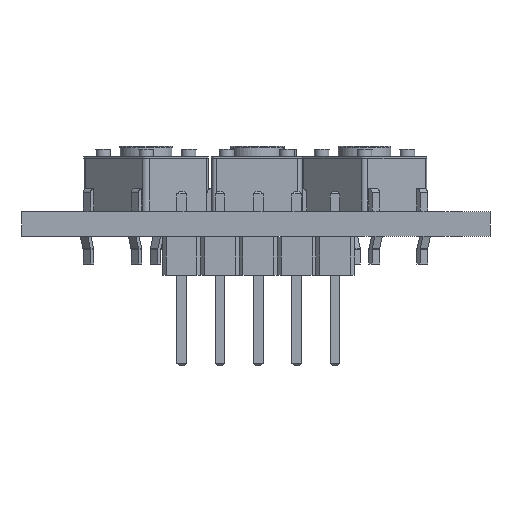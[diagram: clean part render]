
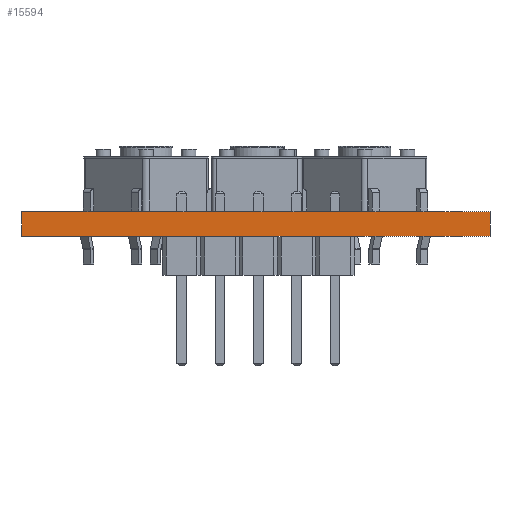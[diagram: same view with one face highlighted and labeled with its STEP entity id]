
A CAD part, front view. The second image highlights one B-rep face of the part: STEP entity #15594.
In plain terms, the highlighted planar face has unit normal (0, -1, 0).
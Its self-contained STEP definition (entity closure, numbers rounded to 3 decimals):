
#15594 = ADVANCED_FACE('',(#15595),#15609,.T.);
#15595 = FACE_BOUND('',#15596,.T.);
#15596 = EDGE_LOOP('',(#15597,#15632,#15660,#15688));
#15597 = ORIENTED_EDGE('',*,*,#15598,.T.);
#15598 = EDGE_CURVE('',#15599,#15601,#15603,.T.);
#15599 = VERTEX_POINT('',#15600);
#15600 = CARTESIAN_POINT('',(98.4,-74.7,0.));
#15601 = VERTEX_POINT('',#15602);
#15602 = CARTESIAN_POINT('',(98.4,-74.7,1.6));
#15603 = SURFACE_CURVE('',#15604,(#15608,#15620),.PCURVE_S1.);
#15604 = LINE('',#15605,#15606);
#15605 = CARTESIAN_POINT('',(98.4,-74.7,0.));
#15606 = VECTOR('',#15607,1.);
#15607 = DIRECTION('',(0.,0.,1.));
#15608 = PCURVE('',#15609,#15614);
#15609 = PLANE('',#15610);
#15610 = AXIS2_PLACEMENT_3D('',#15611,#15612,#15613);
#15611 = CARTESIAN_POINT('',(98.4,-74.7,0.));
#15612 = DIRECTION('',(0.,-1.,0.));
#15613 = DIRECTION('',(-1.,0.,0.));
#15614 = DEFINITIONAL_REPRESENTATION('',(#15615),#15619);
#15615 = LINE('',#15616,#15617);
#15616 = CARTESIAN_POINT('',(0.,-0.));
#15617 = VECTOR('',#15618,1.);
#15618 = DIRECTION('',(0.,-1.));
#15619 = ( GEOMETRIC_REPRESENTATION_CONTEXT(2) 
PARAMETRIC_REPRESENTATION_CONTEXT() REPRESENTATION_CONTEXT('2D SPACE',''
  ) );
#15620 = PCURVE('',#15621,#15626);
#15621 = PLANE('',#15622);
#15622 = AXIS2_PLACEMENT_3D('',#15623,#15624,#15625);
#15623 = CARTESIAN_POINT('',(98.4,-35.7,0.));
#15624 = DIRECTION('',(1.,0.,-0.));
#15625 = DIRECTION('',(0.,-1.,0.));
#15626 = DEFINITIONAL_REPRESENTATION('',(#15627),#15631);
#15627 = LINE('',#15628,#15629);
#15628 = CARTESIAN_POINT('',(39.,0.));
#15629 = VECTOR('',#15630,1.);
#15630 = DIRECTION('',(0.,-1.));
#15631 = ( GEOMETRIC_REPRESENTATION_CONTEXT(2) 
PARAMETRIC_REPRESENTATION_CONTEXT() REPRESENTATION_CONTEXT('2D SPACE',''
  ) );
#15632 = ORIENTED_EDGE('',*,*,#15633,.T.);
#15633 = EDGE_CURVE('',#15601,#15634,#15636,.T.);
#15634 = VERTEX_POINT('',#15635);
#15635 = CARTESIAN_POINT('',(67.4,-74.7,1.6));
#15636 = SURFACE_CURVE('',#15637,(#15641,#15648),.PCURVE_S1.);
#15637 = LINE('',#15638,#15639);
#15638 = CARTESIAN_POINT('',(98.4,-74.7,1.6));
#15639 = VECTOR('',#15640,1.);
#15640 = DIRECTION('',(-1.,0.,0.));
#15641 = PCURVE('',#15609,#15642);
#15642 = DEFINITIONAL_REPRESENTATION('',(#15643),#15647);
#15643 = LINE('',#15644,#15645);
#15644 = CARTESIAN_POINT('',(0.,-1.6));
#15645 = VECTOR('',#15646,1.);
#15646 = DIRECTION('',(1.,0.));
#15647 = ( GEOMETRIC_REPRESENTATION_CONTEXT(2) 
PARAMETRIC_REPRESENTATION_CONTEXT() REPRESENTATION_CONTEXT('2D SPACE',''
  ) );
#15648 = PCURVE('',#15649,#15654);
#15649 = PLANE('',#15650);
#15650 = AXIS2_PLACEMENT_3D('',#15651,#15652,#15653);
#15651 = CARTESIAN_POINT('',(82.9,-55.2,1.6));
#15652 = DIRECTION('',(-0.,-0.,-1.));
#15653 = DIRECTION('',(-1.,0.,0.));
#15654 = DEFINITIONAL_REPRESENTATION('',(#15655),#15659);
#15655 = LINE('',#15656,#15657);
#15656 = CARTESIAN_POINT('',(-15.5,-19.5));
#15657 = VECTOR('',#15658,1.);
#15658 = DIRECTION('',(1.,0.));
#15659 = ( GEOMETRIC_REPRESENTATION_CONTEXT(2) 
PARAMETRIC_REPRESENTATION_CONTEXT() REPRESENTATION_CONTEXT('2D SPACE',''
  ) );
#15660 = ORIENTED_EDGE('',*,*,#15661,.F.);
#15661 = EDGE_CURVE('',#15662,#15634,#15664,.T.);
#15662 = VERTEX_POINT('',#15663);
#15663 = CARTESIAN_POINT('',(67.4,-74.7,0.));
#15664 = SURFACE_CURVE('',#15665,(#15669,#15676),.PCURVE_S1.);
#15665 = LINE('',#15666,#15667);
#15666 = CARTESIAN_POINT('',(67.4,-74.7,0.));
#15667 = VECTOR('',#15668,1.);
#15668 = DIRECTION('',(0.,0.,1.));
#15669 = PCURVE('',#15609,#15670);
#15670 = DEFINITIONAL_REPRESENTATION('',(#15671),#15675);
#15671 = LINE('',#15672,#15673);
#15672 = CARTESIAN_POINT('',(31.,0.));
#15673 = VECTOR('',#15674,1.);
#15674 = DIRECTION('',(0.,-1.));
#15675 = ( GEOMETRIC_REPRESENTATION_CONTEXT(2) 
PARAMETRIC_REPRESENTATION_CONTEXT() REPRESENTATION_CONTEXT('2D SPACE',''
  ) );
#15676 = PCURVE('',#15677,#15682);
#15677 = PLANE('',#15678);
#15678 = AXIS2_PLACEMENT_3D('',#15679,#15680,#15681);
#15679 = CARTESIAN_POINT('',(67.4,-74.7,0.));
#15680 = DIRECTION('',(-1.,0.,0.));
#15681 = DIRECTION('',(0.,1.,0.));
#15682 = DEFINITIONAL_REPRESENTATION('',(#15683),#15687);
#15683 = LINE('',#15684,#15685);
#15684 = CARTESIAN_POINT('',(0.,0.));
#15685 = VECTOR('',#15686,1.);
#15686 = DIRECTION('',(0.,-1.));
#15687 = ( GEOMETRIC_REPRESENTATION_CONTEXT(2) 
PARAMETRIC_REPRESENTATION_CONTEXT() REPRESENTATION_CONTEXT('2D SPACE',''
  ) );
#15688 = ORIENTED_EDGE('',*,*,#15689,.F.);
#15689 = EDGE_CURVE('',#15599,#15662,#15690,.T.);
#15690 = SURFACE_CURVE('',#15691,(#15695,#15702),.PCURVE_S1.);
#15691 = LINE('',#15692,#15693);
#15692 = CARTESIAN_POINT('',(98.4,-74.7,0.));
#15693 = VECTOR('',#15694,1.);
#15694 = DIRECTION('',(-1.,0.,0.));
#15695 = PCURVE('',#15609,#15696);
#15696 = DEFINITIONAL_REPRESENTATION('',(#15697),#15701);
#15697 = LINE('',#15698,#15699);
#15698 = CARTESIAN_POINT('',(0.,-0.));
#15699 = VECTOR('',#15700,1.);
#15700 = DIRECTION('',(1.,0.));
#15701 = ( GEOMETRIC_REPRESENTATION_CONTEXT(2) 
PARAMETRIC_REPRESENTATION_CONTEXT() REPRESENTATION_CONTEXT('2D SPACE',''
  ) );
#15702 = PCURVE('',#15703,#15708);
#15703 = PLANE('',#15704);
#15704 = AXIS2_PLACEMENT_3D('',#15705,#15706,#15707);
#15705 = CARTESIAN_POINT('',(82.9,-55.2,0.));
#15706 = DIRECTION('',(-0.,-0.,-1.));
#15707 = DIRECTION('',(-1.,0.,0.));
#15708 = DEFINITIONAL_REPRESENTATION('',(#15709),#15713);
#15709 = LINE('',#15710,#15711);
#15710 = CARTESIAN_POINT('',(-15.5,-19.5));
#15711 = VECTOR('',#15712,1.);
#15712 = DIRECTION('',(1.,0.));
#15713 = ( GEOMETRIC_REPRESENTATION_CONTEXT(2) 
PARAMETRIC_REPRESENTATION_CONTEXT() REPRESENTATION_CONTEXT('2D SPACE',''
  ) );
